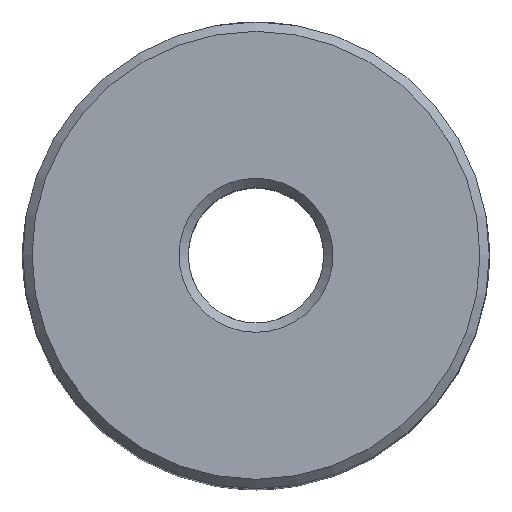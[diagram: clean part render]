
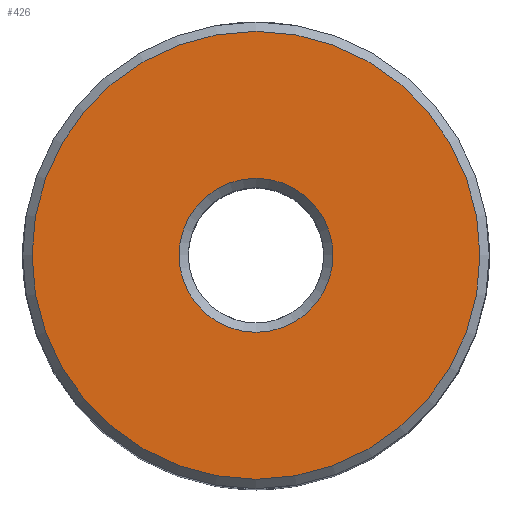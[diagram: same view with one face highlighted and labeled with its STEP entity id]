
A CAD part, top view. The second image highlights one B-rep face of the part: STEP entity #426.
In plain terms, the highlighted planar face has unit normal (0, 0, 1).
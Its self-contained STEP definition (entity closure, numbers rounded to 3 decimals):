
#15=PLANE('',#461);
#21=FACE_BOUND('',#104,.T.);
#82=FACE_OUTER_BOUND('',#103,.T.);
#103=EDGE_LOOP('',(#306));
#104=EDGE_LOOP('',(#307));
#169=CIRCLE('',#457,8.25);
#172=CIRCLE('',#462,24.);
#179=VERTEX_POINT('',#563);
#188=VERTEX_POINT('',#720);
#225=EDGE_CURVE('',#179,#179,#169,.T.);
#237=EDGE_CURVE('',#188,#188,#172,.T.);
#306=ORIENTED_EDGE('',*,*,#237,.F.);
#307=ORIENTED_EDGE('',*,*,#225,.F.);
#426=ADVANCED_FACE('',(#82,#21),#15,.T.);
#457=AXIS2_PLACEMENT_3D('',#564,#488,#489);
#461=AXIS2_PLACEMENT_3D('',#719,#499,#500);
#462=AXIS2_PLACEMENT_3D('',#721,#501,#502);
#488=DIRECTION('center_axis',(0.,0.,1.));
#489=DIRECTION('ref_axis',(0.,-1.,0.));
#499=DIRECTION('center_axis',(0.,0.,1.));
#500=DIRECTION('ref_axis',(0.,1.,0.));
#501=DIRECTION('center_axis',(0.,0.,-1.));
#502=DIRECTION('ref_axis',(0.,1.,0.));
#563=CARTESIAN_POINT('',(0.,8.25,23.));
#564=CARTESIAN_POINT('Origin',(0.,0.,23.));
#719=CARTESIAN_POINT('Origin',(0.,0.,23.));
#720=CARTESIAN_POINT('',(0.,-24.,23.));
#721=CARTESIAN_POINT('Origin',(0.,0.,23.));
